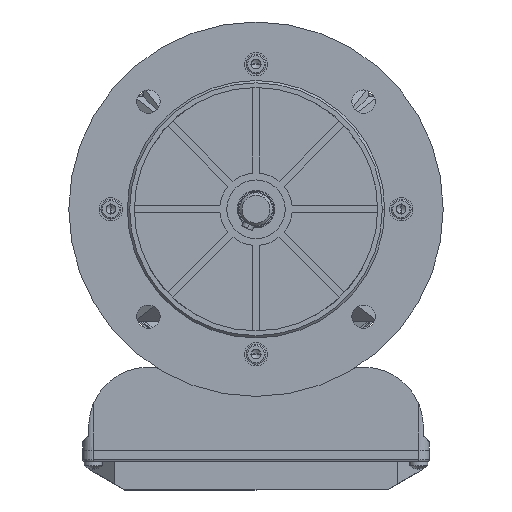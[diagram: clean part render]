
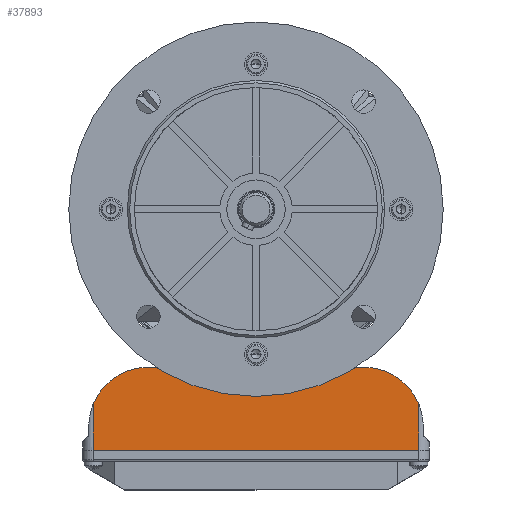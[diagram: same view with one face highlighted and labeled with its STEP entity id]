
A CAD part, front view. The second image highlights one B-rep face of the part: STEP entity #37893.
In plain terms, the highlighted face is planar.
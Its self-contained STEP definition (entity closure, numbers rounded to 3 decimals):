
#37775 = ORIENTED_EDGE ( 'NONE', *, *, #37867, .T. ) ;
#37867 = EDGE_CURVE ( 'NONE', #37906, #37868, #80866, .T. ) ;
#37868 = VERTEX_POINT ( 'NONE', #80850 ) ;
#37869 = ORIENTED_EDGE ( 'NONE', *, *, #37870, .F. ) ;
#37870 = EDGE_CURVE ( 'NONE', #37871, #37868, #80848, .T. ) ;
#37871 = VERTEX_POINT ( 'NONE', #80840 ) ;
#37872 = ORIENTED_EDGE ( 'NONE', *, *, #37873, .T. ) ;
#37873 = EDGE_CURVE ( 'NONE', #37871, #37874, #80962, .T. ) ;
#37874 = VERTEX_POINT ( 'NONE', #80955 ) ;
#37875 = ORIENTED_EDGE ( 'NONE', *, *, #37876, .T. ) ;
#37876 = EDGE_CURVE ( 'NONE', #37874, #37877, #80950, .T. ) ;
#37877 = VERTEX_POINT ( 'NONE', #80943 ) ;
#37878 = ORIENTED_EDGE ( 'NONE', *, *, #37879, .T. ) ;
#37879 = EDGE_CURVE ( 'NONE', #37877, #37880, #80939, .T. ) ;
#37880 = VERTEX_POINT ( 'NONE', #80931 ) ;
#37893 = ADVANCED_FACE ( 'NONE', ( #80911 ), #80910, .T. ) ;
#37894 = EDGE_LOOP ( 'NONE', ( #37895, #37903, #37775, #37869, #37872, #37875, #37878, #37976 ) ) ;
#37895 = ORIENTED_EDGE ( 'NONE', *, *, #37897, .F. ) ;
#37897 = EDGE_CURVE ( 'NONE', #37900, #37902, #80894, .T. ) ;
#37900 = VERTEX_POINT ( 'NONE', #81000 ) ;
#37902 = VERTEX_POINT ( 'NONE', #80999 ) ;
#37903 = ORIENTED_EDGE ( 'NONE', *, *, #37904, .T. ) ;
#37904 = EDGE_CURVE ( 'NONE', #37900, #37906, #80996, .T. ) ;
#37906 = VERTEX_POINT ( 'NONE', #80991 ) ;
#37976 = ORIENTED_EDGE ( 'NONE', *, *, #37977, .T. ) ;
#37977 = EDGE_CURVE ( 'NONE', #37880, #37902, #81212, .T. ) ;
#80840 = CARTESIAN_POINT ( 'NONE',  ( -22.353, -13.122, 104. ) ) ;
#80843 = DIRECTION ( 'NONE',  ( 0., -1., 0. ) ) ;
#80844 = VECTOR ( 'NONE', #80843, 1000. ) ;
#80847 = CARTESIAN_POINT ( 'NONE',  ( -22.353, -13.122, 104. ) ) ;
#80848 = LINE ( 'NONE', #80847, #80844 ) ;
#80850 = CARTESIAN_POINT ( 'NONE',  ( -22.353, -14.36, 104. ) ) ;
#80852 = DIRECTION ( 'NONE',  ( 1., 0., 0. ) ) ;
#80854 = DIRECTION ( 'NONE',  ( 0., 0., 1. ) ) ;
#80857 = CARTESIAN_POINT ( 'NONE',  ( -32.853, 8.878, 104. ) ) ;
#80858 = AXIS2_PLACEMENT_3D ( 'NONE', #80857, #80854, #80852 ) ;
#80866 = CIRCLE ( 'NONE', #80858, 25.5 ) ;
#80894 = LINE ( 'NONE', #81005, #81004 ) ;
#80897 = DIRECTION ( 'NONE',  ( 1., 0., 0. ) ) ;
#80899 = DIRECTION ( 'NONE',  ( 0., 0., 1. ) ) ;
#80901 = AXIS2_PLACEMENT_3D ( 'NONE', #80909, #80899, #80897 ) ;
#80909 = CARTESIAN_POINT ( 'NONE',  ( -32.853, 8.878, 104. ) ) ;
#80910 = PLANE ( 'NONE',  #80901 ) ;
#80911 = FACE_OUTER_BOUND ( 'NONE', #37894, .T. ) ;
#80931 = CARTESIAN_POINT ( 'NONE',  ( 82.647, -1.022, 104. ) ) ;
#80932 = DIRECTION ( 'NONE',  ( -1., 0., 0. ) ) ;
#80934 = DIRECTION ( 'NONE',  ( 0., 0., 1. ) ) ;
#80936 = CARTESIAN_POINT ( 'NONE',  ( 59.147, 8.878, 104. ) ) ;
#80938 = AXIS2_PLACEMENT_3D ( 'NONE', #80936, #80934, #80932 ) ;
#80939 = CIRCLE ( 'NONE', #80938, 25.5 ) ;
#80943 = CARTESIAN_POINT ( 'NONE',  ( 48.647, -14.36, 104. ) ) ;
#80946 = DIRECTION ( 'NONE',  ( 0., -1., 0. ) ) ;
#80948 = VECTOR ( 'NONE', #80946, 1000. ) ;
#80949 = CARTESIAN_POINT ( 'NONE',  ( 48.647, -13.122, 104. ) ) ;
#80950 = LINE ( 'NONE', #80949, #80948 ) ;
#80955 = CARTESIAN_POINT ( 'NONE',  ( 48.647, -13.122, 104. ) ) ;
#80958 = DIRECTION ( 'NONE',  ( 1., 0., 0. ) ) ;
#80960 = VECTOR ( 'NONE', #80958, 1000. ) ;
#80961 = CARTESIAN_POINT ( 'NONE',  ( 13.147, -13.122, 104. ) ) ;
#80962 = LINE ( 'NONE', #80961, #80960 ) ;
#80991 = CARTESIAN_POINT ( 'NONE',  ( -56.353, -1.022, 104. ) ) ;
#80993 = DIRECTION ( 'NONE',  ( 0., -1., 0. ) ) ;
#80994 = VECTOR ( 'NONE', #80993, 1000. ) ;
#80995 = CARTESIAN_POINT ( 'NONE',  ( -56.353, 15.104, 104. ) ) ;
#80996 = LINE ( 'NONE', #80995, #80994 ) ;
#80999 = CARTESIAN_POINT ( 'NONE',  ( 82.647, 18.878, 104. ) ) ;
#81000 = CARTESIAN_POINT ( 'NONE',  ( -56.353, 18.878, 104. ) ) ;
#81003 = DIRECTION ( 'NONE',  ( 1., 0., 0. ) ) ;
#81004 = VECTOR ( 'NONE', #81003, 1000. ) ;
#81005 = CARTESIAN_POINT ( 'NONE',  ( -127.692, 18.878, 104. ) ) ;
#81200 = DIRECTION ( 'NONE',  ( 0., 1., 0. ) ) ;
#81201 = VECTOR ( 'NONE', #81200, 1000. ) ;
#81211 = CARTESIAN_POINT ( 'NONE',  ( 82.647, 18.878, 104. ) ) ;
#81212 = LINE ( 'NONE', #81211, #81201 ) ;
